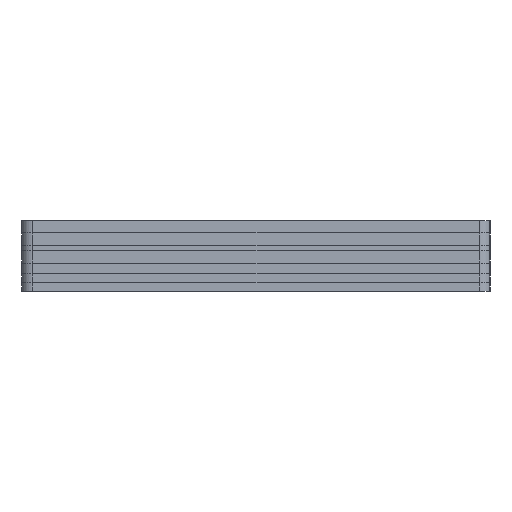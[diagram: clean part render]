
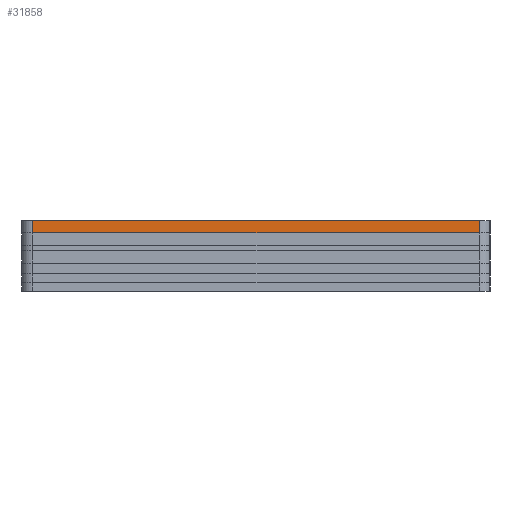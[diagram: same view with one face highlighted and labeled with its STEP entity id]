
A CAD part, left-side view. The second image highlights one B-rep face of the part: STEP entity #31858.
In plain terms, the highlighted planar face has unit normal (-1, 0, 0).
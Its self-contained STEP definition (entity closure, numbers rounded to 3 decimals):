
#3426=FACE_OUTER_BOUND('',#5286,.T.);
#5286=EDGE_LOOP('',(#28119,#28120,#28121,#28122));
#8089=LINE('',#50779,#11575);
#8314=LINE('',#51351,#11800);
#8401=LINE('',#51559,#11887);
#8402=LINE('',#51561,#11888);
#11575=VECTOR('',#41741,10.);
#11800=VECTOR('',#42230,10.);
#11887=VECTOR('',#42473,10.);
#11888=VECTOR('',#42476,10.);
#14929=VERTEX_POINT('',#50776);
#14930=VERTEX_POINT('',#50778);
#15144=VERTEX_POINT('',#51348);
#15145=VERTEX_POINT('',#51350);
#19190=EDGE_CURVE('',#14930,#14929,#8089,.T.);
#19476=EDGE_CURVE('',#15144,#15145,#8314,.T.);
#19581=EDGE_CURVE('',#14929,#15145,#8401,.T.);
#19582=EDGE_CURVE('',#14930,#15144,#8402,.T.);
#28119=ORIENTED_EDGE('',*,*,#19190,.T.);
#28120=ORIENTED_EDGE('',*,*,#19581,.T.);
#28121=ORIENTED_EDGE('',*,*,#19476,.F.);
#28122=ORIENTED_EDGE('',*,*,#19582,.F.);
#30319=PLANE('',#34550);
#31858=ADVANCED_FACE('',(#3426),#30319,.T.);
#34550=AXIS2_PLACEMENT_3D('',#51560,#42474,#42475);
#41741=DIRECTION('',(0.,-1.,0.));
#42230=DIRECTION('',(0.,-1.,0.));
#42473=DIRECTION('',(0.,0.,1.));
#42474=DIRECTION('center_axis',(-1.,0.,0.));
#42475=DIRECTION('ref_axis',(0.,-1.,0.));
#42476=DIRECTION('',(0.,0.,1.));
#50776=CARTESIAN_POINT('',(67.632,36.923,7.));
#50778=CARTESIAN_POINT('',(67.632,162.885,7.));
#50779=CARTESIAN_POINT('',(67.632,131.395,7.));
#51348=CARTESIAN_POINT('',(67.632,162.885,10.5));
#51350=CARTESIAN_POINT('',(67.632,36.923,10.5));
#51351=CARTESIAN_POINT('',(67.632,131.395,10.5));
#51559=CARTESIAN_POINT('',(67.632,36.923,8.5));
#51560=CARTESIAN_POINT('Origin',(67.632,162.885,8.5));
#51561=CARTESIAN_POINT('',(67.632,162.885,8.5));
